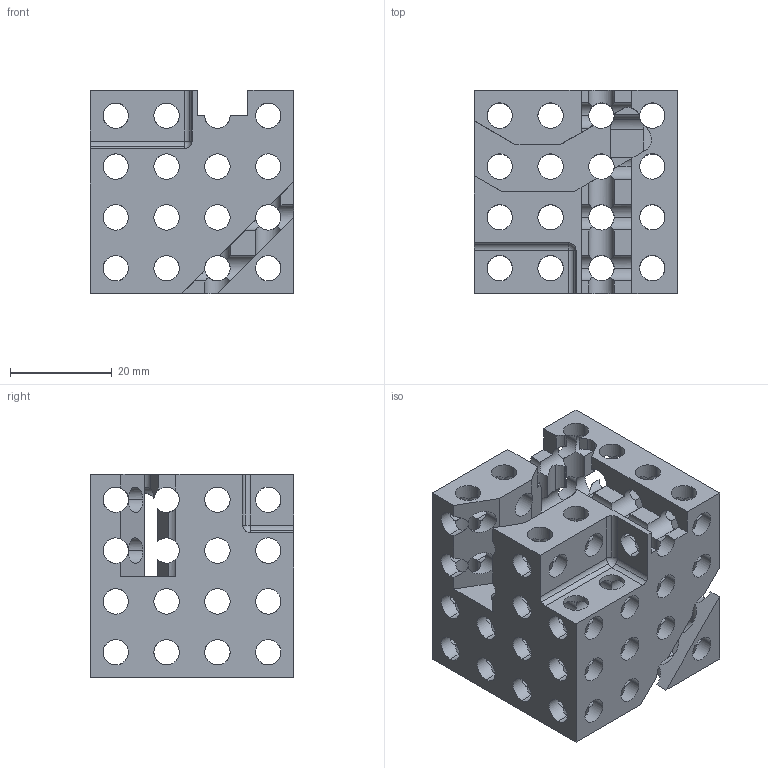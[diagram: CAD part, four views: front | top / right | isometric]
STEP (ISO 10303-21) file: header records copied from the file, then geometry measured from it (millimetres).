
FILE_DESCRIPTION(('produced by SPATIAL CORP'),'2;1');
FILE_NAME( 'nasty_cheese.hh.sat.stp', '2002-04-22T18:05:16+00:00',('SPATIAL CORP'),('SPATIAL CORP'), 'ACIS STEP Husk','http://www.spatial.com','SPATIAL CORP');
FILE_SCHEMA(('CONFIG_CONTROL_DESIGN'));
Length unit declared in the file: millimetre
Products named in the file (1): PRODUCT_ID_1
Bounding box: 40 x 40 x 40 mm (x, y, z)
Volume: 28142.6 mm3; surface area: 21330 mm2
Topology: 1 solids, 1 shells, 559 faces, 2051 edges, 1302 vertices
Faces by surface type: cylinder 482, plane 76, sphere 1
Entity records: 18510 total; most frequent: ORIENTED_EDGE 4100, CARTESIAN_POINT 3303, DIRECTION 2570, EDGE_CURVE 2050, VERTEX_POINT 1302, AXIS2_PLACEMENT_3D 958, ELLIPSE 706, VECTOR 654
